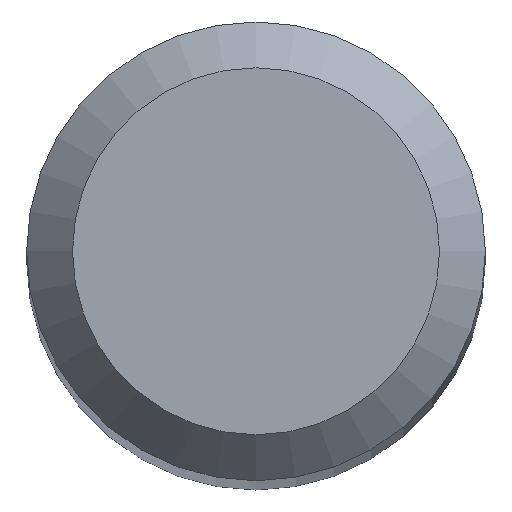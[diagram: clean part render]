
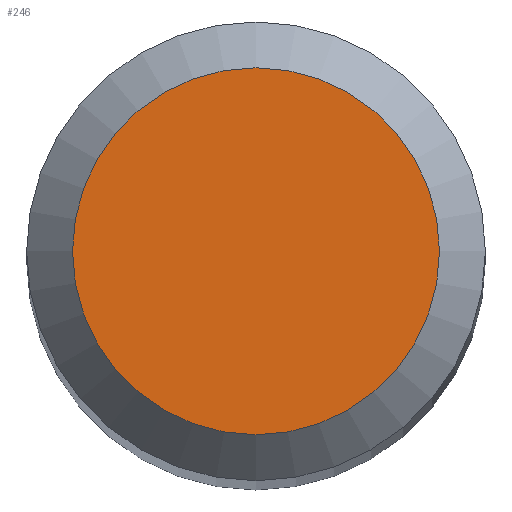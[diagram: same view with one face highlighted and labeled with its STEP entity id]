
A CAD part, top view. The second image highlights one B-rep face of the part: STEP entity #246.
In plain terms, the highlighted planar face has unit normal (0, 0, 1).
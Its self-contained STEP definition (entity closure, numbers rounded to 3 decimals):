
#10 = CIRCLE ( 'NONE', #263, 1.2 ) ;
#25 = FACE_OUTER_BOUND ( 'NONE', #119, .T. ) ;
#64 = DIRECTION ( 'NONE',  ( 0., 0., -1. ) ) ;
#76 = ORIENTED_EDGE ( 'NONE', *, *, #78, .F. ) ;
#78 = EDGE_CURVE ( 'NONE', #154, #154, #10, .T. ) ;
#107 = DIRECTION ( 'NONE',  ( 0., 1., 0. ) ) ;
#108 = CARTESIAN_POINT ( 'NONE',  ( 0., 0., 50. ) ) ;
#119 = EDGE_LOOP ( 'NONE', ( #76 ) ) ;
#143 = DIRECTION ( 'NONE',  ( 0., 0., -1. ) ) ;
#146 = CARTESIAN_POINT ( 'NONE',  ( 0., 0., 50. ) ) ;
#154 = VERTEX_POINT ( 'NONE', #188 ) ;
#165 = DIRECTION ( 'NONE',  ( 0., 1., 0. ) ) ;
#173 = PLANE ( 'NONE',  #236 ) ;
#188 = CARTESIAN_POINT ( 'NONE',  ( 0., 1.2, 50. ) ) ;
#236 = AXIS2_PLACEMENT_3D ( 'NONE', #108, #64, #107 ) ;
#246 = ADVANCED_FACE ( 'NONE', ( #25 ), #173, .F. ) ;
#263 = AXIS2_PLACEMENT_3D ( 'NONE', #146, #143, #165 ) ;
